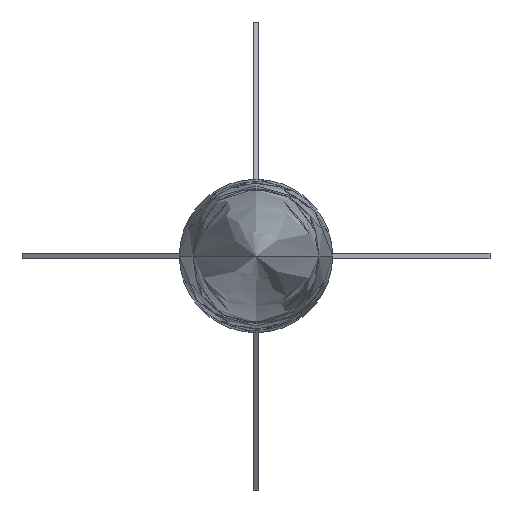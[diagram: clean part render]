
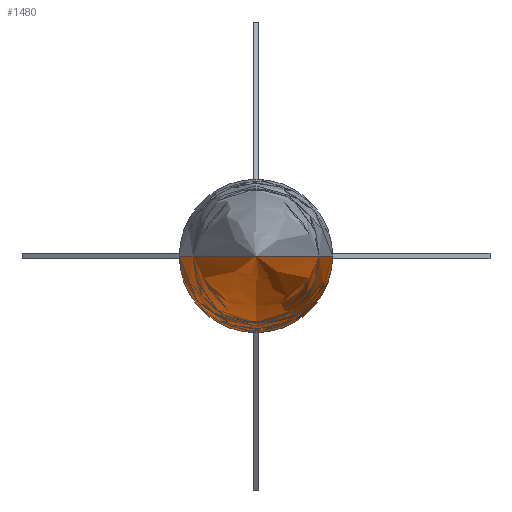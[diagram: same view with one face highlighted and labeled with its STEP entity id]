
A CAD part, left-side view. The second image highlights one B-rep face of the part: STEP entity #1480.
In plain terms, the highlighted free-form (B-spline) face has degree [3, 3] with [5, 4] control points.
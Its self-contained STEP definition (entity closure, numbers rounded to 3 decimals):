
#45 = B_SPLINE_CURVE_WITH_KNOTS ( 'NONE', 3,
 ( #255, #642, #902, #653, #1681 ),
 .UNSPECIFIED., .F., .F.,
 ( 4, 1, 4 ),
 ( 0., 0.655, 1. ),
 .UNSPECIFIED. ) ;
#63 = EDGE_CURVE ( 'NONE', #1395, #1110, #45, .T. ) ;
#89 = CARTESIAN_POINT ( 'NONE',  ( -54.499, -27.774, -55.548 ) ) ;
#109 = DIRECTION ( 'NONE',  ( 0., 1., 0. ) ) ;
#117 = EDGE_LOOP ( 'NONE', ( #619, #344, #200, #1272 ) ) ;
#200 = ORIENTED_EDGE ( 'NONE', *, *, #824, .F. ) ;
#229 = DIRECTION ( 'NONE',  ( 1., 0., 0. ) ) ;
#250 =( BOUNDED_SURFACE ( )  B_SPLINE_SURFACE ( 3, 3, ( 
 ( #1530, #629, #757, #780 ),
 ( #502, #89, #882, #1287 ),
 ( #1107, #1016, #1541, #1117 ),
 ( #1158, #1454, #512, #1028 ),
 ( #1551, #382, #1643, #1391 ) ),
 .UNSPECIFIED., .F., .F., .T. ) 
 B_SPLINE_SURFACE_WITH_KNOTS ( ( 4, 1, 4 ),
 ( 4, 4 ),
 ( 0., 0.655, 1. ),
 ( 0., 1. ),
 .UNSPECIFIED. ) 
 GEOMETRIC_REPRESENTATION_ITEM ( )  RATIONAL_B_SPLINE_SURFACE ( (
 ( 1., 0.333, 0.333, 1.),
 ( 1., 0.333, 0.333, 1.),
 ( 1., 0.333, 0.333, 1.),
 ( 1., 0.333, 0.333, 1.),
 ( 1., 0.333, 0.333, 1.) ) ) 
 REPRESENTATION_ITEM ( '' )  SURFACE ( )  );
#255 = CARTESIAN_POINT ( 'NONE',  ( 0., -30., 0. ) ) ;
#266 = CARTESIAN_POINT ( 'NONE',  ( -54.499, 27.774, 0. ) ) ;
#275 = DIRECTION ( 'NONE',  ( 1., 0., 0. ) ) ;
#321 = EDGE_CURVE ( 'NONE', #1395, #1278, #506, .T. ) ;
#344 = ORIENTED_EDGE ( 'NONE', *, *, #63, .T. ) ;
#382 = CARTESIAN_POINT ( 'NONE',  ( -250., 0., 0. ) ) ;
#393 = CARTESIAN_POINT ( 'NONE',  ( 0., 30., 0. ) ) ;
#428 = AXIS2_PLACEMENT_3D ( 'NONE', #1548, #275, #109 ) ;
#451 = AXIS2_PLACEMENT_3D ( 'NONE', #1518, #229, #472 ) ;
#472 = DIRECTION ( 'NONE',  ( 0., 1., 0. ) ) ;
#502 = CARTESIAN_POINT ( 'NONE',  ( -54.499, -27.774, 0. ) ) ;
#506 = CIRCLE ( 'NONE', #428, 30. ) ;
#512 = CARTESIAN_POINT ( 'NONE',  ( -221.596, 6.156, -12.313 ) ) ;
#585 = VERTEX_POINT ( 'NONE', #1114 ) ;
#619 = ORIENTED_EDGE ( 'NONE', *, *, #321, .F. ) ;
#629 = CARTESIAN_POINT ( 'NONE',  ( 0., -30., -60. ) ) ;
#642 = CARTESIAN_POINT ( 'NONE',  ( -54.499, -27.774, 0. ) ) ;
#648 = CARTESIAN_POINT ( 'NONE',  ( 0., 0., -30. ) ) ;
#653 = CARTESIAN_POINT ( 'NONE',  ( -221.596, -6.156, 0. ) ) ;
#757 = CARTESIAN_POINT ( 'NONE',  ( 0., 30., -60. ) ) ;
#780 = CARTESIAN_POINT ( 'NONE',  ( 0., 30., 0. ) ) ;
#824 = EDGE_CURVE ( 'NONE', #585, #1110, #1495, .T. ) ;
#858 = FACE_OUTER_BOUND ( 'NONE', #117, .T. ) ;
#882 = CARTESIAN_POINT ( 'NONE',  ( -54.499, 27.774, -55.548 ) ) ;
#902 = CARTESIAN_POINT ( 'NONE',  ( -140.37, -29.833, 0. ) ) ;
#931 = CARTESIAN_POINT ( 'NONE',  ( -140.37, 29.833, 0. ) ) ;
#1016 = CARTESIAN_POINT ( 'NONE',  ( -140.37, -29.833, -59.665 ) ) ;
#1028 = CARTESIAN_POINT ( 'NONE',  ( -221.596, 6.156, 0. ) ) ;
#1039 = CARTESIAN_POINT ( 'NONE',  ( -250., 0., 0. ) ) ;
#1061 = CARTESIAN_POINT ( 'NONE',  ( 0., -30., 0. ) ) ;
#1107 = CARTESIAN_POINT ( 'NONE',  ( -140.37, -29.833, 0. ) ) ;
#1110 = VERTEX_POINT ( 'NONE', #1398 ) ;
#1114 = CARTESIAN_POINT ( 'NONE',  ( 0., 30., 0. ) ) ;
#1117 = CARTESIAN_POINT ( 'NONE',  ( -140.37, 29.833, 0. ) ) ;
#1158 = CARTESIAN_POINT ( 'NONE',  ( -221.596, -6.156, 0. ) ) ;
#1200 = CIRCLE ( 'NONE', #451, 30. ) ;
#1272 = ORIENTED_EDGE ( 'NONE', *, *, #1418, .F. ) ;
#1278 = VERTEX_POINT ( 'NONE', #648 ) ;
#1287 = CARTESIAN_POINT ( 'NONE',  ( -54.499, 27.774, 0. ) ) ;
#1391 = CARTESIAN_POINT ( 'NONE',  ( -250., 0., 0. ) ) ;
#1395 = VERTEX_POINT ( 'NONE', #1061 ) ;
#1398 = CARTESIAN_POINT ( 'NONE',  ( -250., 0., 0. ) ) ;
#1418 = EDGE_CURVE ( 'NONE', #1278, #585, #1200, .T. ) ;
#1433 = CARTESIAN_POINT ( 'NONE',  ( -221.596, 6.156, 0. ) ) ;
#1454 = CARTESIAN_POINT ( 'NONE',  ( -221.596, -6.156, -12.313 ) ) ;
#1480 = ADVANCED_FACE ( 'NONE', ( #858 ), #250, .T. ) ;
#1495 = B_SPLINE_CURVE_WITH_KNOTS ( 'NONE', 3,
 ( #393, #266, #931, #1433, #1039 ),
 .UNSPECIFIED., .F., .F.,
 ( 4, 1, 4 ),
 ( 0., 0.655, 1. ),
 .UNSPECIFIED. ) ;
#1518 = CARTESIAN_POINT ( 'NONE',  ( 0., 0., 0. ) ) ;
#1530 = CARTESIAN_POINT ( 'NONE',  ( 0., -30., 0. ) ) ;
#1541 = CARTESIAN_POINT ( 'NONE',  ( -140.37, 29.833, -59.665 ) ) ;
#1548 = CARTESIAN_POINT ( 'NONE',  ( 0., 0., 0. ) ) ;
#1551 = CARTESIAN_POINT ( 'NONE',  ( -250., 0., 0. ) ) ;
#1643 = CARTESIAN_POINT ( 'NONE',  ( -250., 0., 0. ) ) ;
#1681 = CARTESIAN_POINT ( 'NONE',  ( -250., 0., 0. ) ) ;
